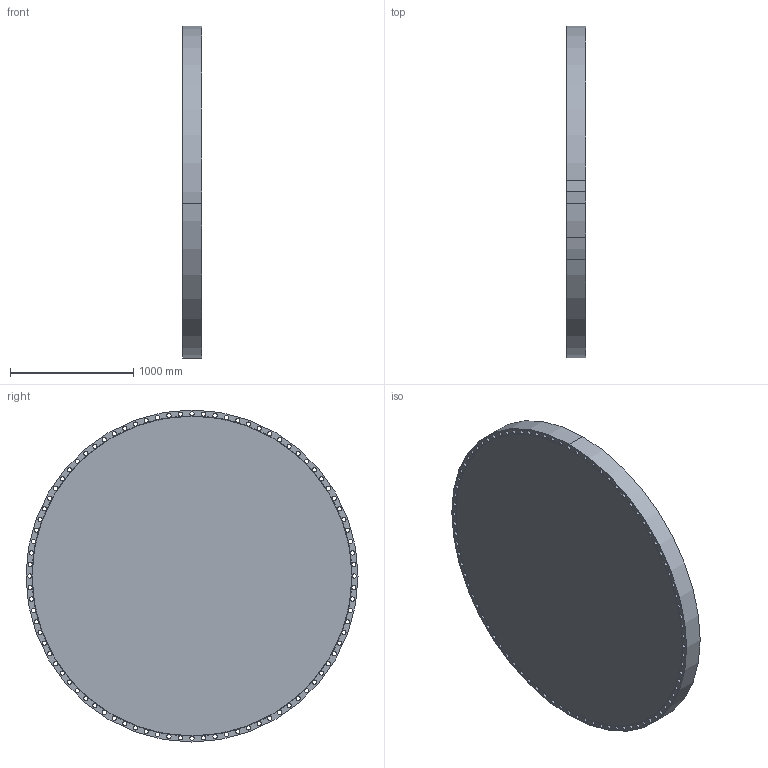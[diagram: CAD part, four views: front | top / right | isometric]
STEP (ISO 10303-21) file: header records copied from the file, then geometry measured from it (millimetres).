
FILE_DESCRIPTION (( 'STEP AP203' ), '1' );
FILE_NAME ('96_CL175_B161_RF_BLF.STEP', '2024-01-12T21:59:18', ( '' ), ( '' ), 'SwSTEP 2.0', 'SolidWorks 2023', '' );
FILE_SCHEMA (( 'CONFIG_CONTROL_DESIGN' ));
Length unit declared in the file: inch
Products named in the file (1): 96_CL175_B161_RF_BLF
Bounding box: 157.16 x 2692.4 x 2692.4 mm (x, y, z)
Volume: 881019269 mm3; surface area: 14049114.1 mm2
Topology: 1 solids, 1 shells, 183 faces, 711 edges, 443 vertices
Faces by surface type: cylinder 180, plane 3
Entity records: 8123 total; most frequent: DIRECTION 1610, ORIENTED_EDGE 1422, CARTESIAN_POINT 1338, AXIS2_PLACEMENT_3D 715, EDGE_CURVE 711, CIRCLE 531, VERTEX_POINT 443, EDGE_LOOP 272
